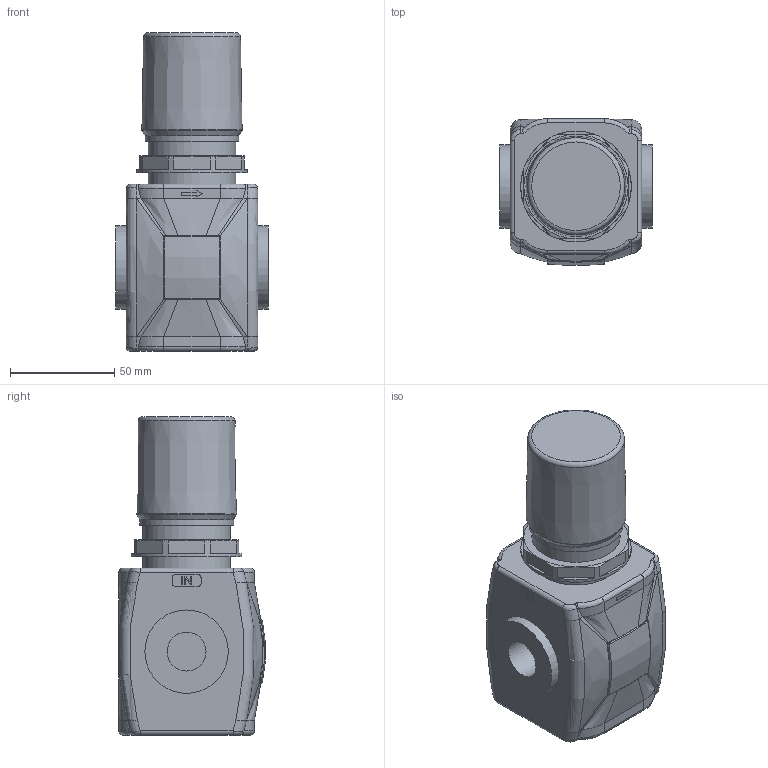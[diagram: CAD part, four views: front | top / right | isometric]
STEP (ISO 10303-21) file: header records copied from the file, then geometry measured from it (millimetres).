
FILE_DESCRIPTION((''),'2;1');
FILE_NAME('#173BRM##.iam.step','2010-08-25T14:11:06',(''),(''),'Autodesk Inventor 2010','Autodesk Inventor 2010','');
FILE_SCHEMA(('AUTOMOTIVE_DESIGN { 1 0 10303 214 1 1 1 1 }'));
Length unit declared in the file: millimetre
Products named in the file (3): #173BRM##; 1702-012G
Assembly tree (2 placements, depth 2):
  #173BRM##
    #173BRM##
    1702-012G
Bounding box: 73 x 70.16 x 152.5 mm (x, y, z)
Volume: 454539.1 mm3; surface area: 47670.8 mm2
Topology: 3 solids, 3 shells, 252 faces, 609 edges, 382 vertices
Faces by surface type: plane 87, bspline 85, cylinder 44, torus 22, cone 12, sphere 2
Full cylindrical faces by diameter (mm): 23.8 x1, 28.8 x1, 40 x1, 42 x1, 43 x1, 45 x1, 53 x1
Entity records: 8489 total; most frequent: CARTESIAN_POINT 2923, ORIENTED_EDGE 1176, DIRECTION 990, EDGE_CURVE 588, VERTEX_POINT 380, AXIS2_PLACEMENT_3D 347, VECTOR 296, LINE 296
